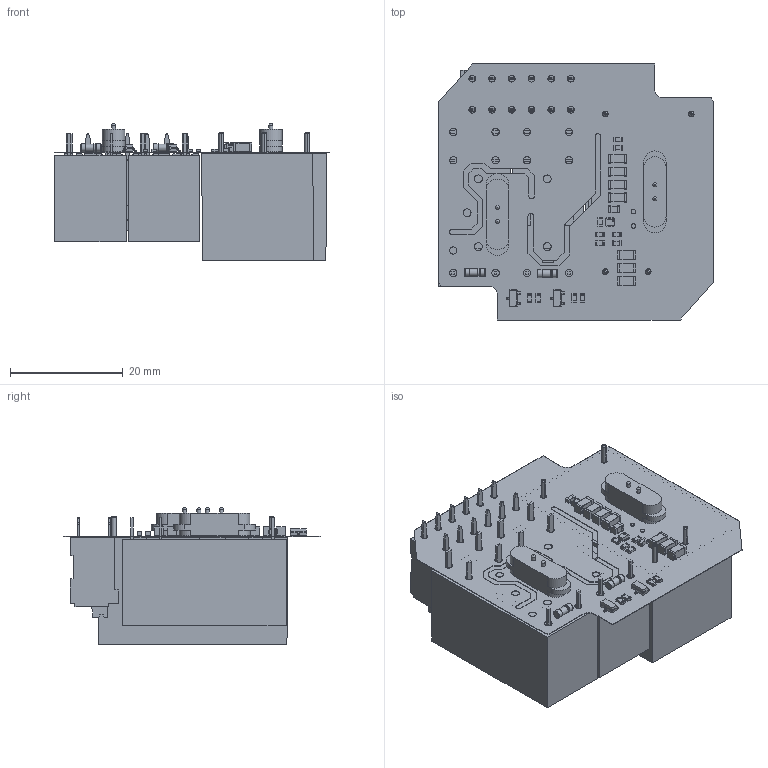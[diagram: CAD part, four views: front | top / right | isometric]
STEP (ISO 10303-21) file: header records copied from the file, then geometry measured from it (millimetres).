
FILE_DESCRIPTION(('KiCad electronic assembly'),'2;1');
FILE_NAME('raumtemp_relay.step','2025-03-25T14:54:28',('Pcbnew'),( 'Kicad'),'Open CASCADE STEP processor 7.8','KiCad to STEP converter' ,'Unknown');
FILE_SCHEMA(('AUTOMOTIVE_DESIGN { 1 0 10303 214 1 1 1 1 }'));
Length unit declared in the file: millimetre
Products named in the file (20): raumtemp_relay 1; R_0603_1608Metric; C_1206_3216Metric; SOT-23-3; SOT-563; C_0603_1608Metric; L_0805_2012Metric; D_MiniMELF; magnetConn v1; G5RL_1A_E_HR; TBLH10V-350-06BK; RAC02-3.3SGA; RAC02-GA_bottom_plate; RAC02-GA_PCB; RAC02-GA_pin4(+Vout); RAC02-GA_pin3(-Vout); RAC02-GA_pin1(VAC_in_L); RAC02-GA_pin2(VACin_N); RAC02-GA_case; raumtemp_relay_PCB
Assembly tree (38 placements, depth 3):
  raumtemp_relay 1
    R_0603_1608Metric  x8
    C_1206_3216Metric  x7
    SOT-23-3  x2
    SOT-563
    C_0603_1608Metric  x3
    L_0805_2012Metric
    D_MiniMELF  x2
    magnetConn v1  x2
    G5RL_1A_E_HR  x2
    TBLH10V-350-06BK
    RAC02-3.3SGA
      RAC02-GA_bottom_plate
      RAC02-GA_PCB
      RAC02-GA_pin4(+Vout)
      RAC02-GA_pin3(-Vout)
      RAC02-GA_pin1(VAC_in_L)
      RAC02-GA_pin2(VACin_N)
      RAC02-GA_case
    raumtemp_relay_PCB
Bounding box: 48.73 x 45.4 x 24.27 mm (x, y, z)
Volume: 16986.7 mm3; surface area: 19550.7 mm2
Topology: 55 solids, 55 shells, 2117 faces, 5589 edges, 3665 vertices
Faces by surface type: plane 1493, cylinder 522, bspline 70, torus 16, cone 12, revolution 4
Full cylindrical faces by diameter (mm): 0.25 x1, 0.7 x8, 0.8 x2, 1 x8, 1.2 x12, 1.295 x13, 1.35 x4, 1.4 x11
Entity records: 54510 total; most frequent: CARTESIAN_POINT 10756, ORIENTED_EDGE 8258, DIRECTION 7834, EDGE_CURVE 4129, LINE 3108, VECTOR 3108, VERTEX_POINT 2710, AXIS2_PLACEMENT_3D 2362
